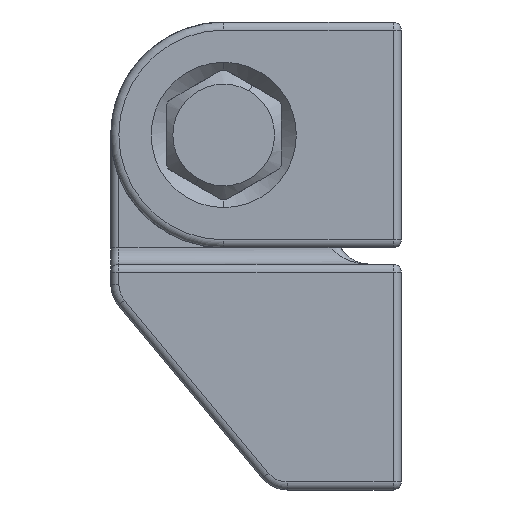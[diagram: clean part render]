
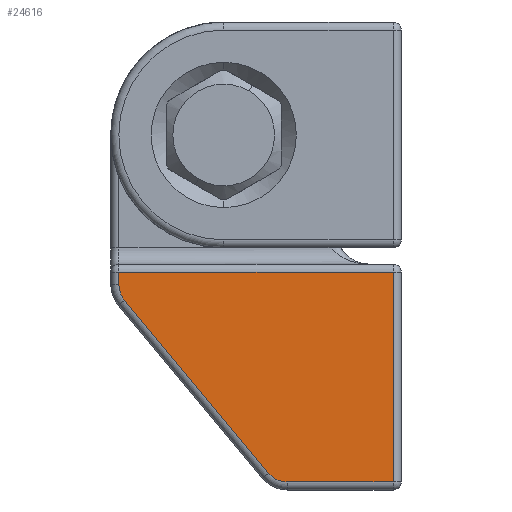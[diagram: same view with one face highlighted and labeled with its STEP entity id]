
A CAD part, left-side view. The second image highlights one B-rep face of the part: STEP entity #24616.
In plain terms, the highlighted planar face has unit normal (-1, 0, 0).
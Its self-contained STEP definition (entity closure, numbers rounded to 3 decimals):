
#124 = DIRECTION ( 'NONE',  ( 0., 0., 1. ) ) ;
#812 = CARTESIAN_POINT ( 'NONE',  ( -30., -10.5, -8.5 ) ) ;
#1414 = ORIENTED_EDGE ( 'NONE', *, *, #22690, .T. ) ;
#1951 = DIRECTION ( 'NONE',  ( -1., 0., 0. ) ) ;
#1986 = VERTEX_POINT ( 'NONE', #11089 ) ;
#2048 = VECTOR ( 'NONE', #3150, 1000. ) ;
#3150 = DIRECTION ( 'NONE',  ( 0., 0., 1. ) ) ;
#3478 = EDGE_CURVE ( 'NONE', #6381, #10208, #20134, .T. ) ;
#3647 = EDGE_CURVE ( 'NONE', #1986, #6381, #17387, .T. ) ;
#4206 = VECTOR ( 'NONE', #8229, 1000. ) ;
#4909 = CARTESIAN_POINT ( 'NONE',  ( -30., 6.5, -9.276 ) ) ;
#5103 = AXIS2_PLACEMENT_3D ( 'NONE', #12824, #1951, #17200 ) ;
#5424 = ORIENTED_EDGE ( 'NONE', *, *, #27202, .T. ) ;
#6040 = CARTESIAN_POINT ( 'NONE',  ( -30., 6.5, 0. ) ) ;
#6381 = VERTEX_POINT ( 'NONE', #7292 ) ;
#6571 = VERTEX_POINT ( 'NONE', #27173 ) ;
#7292 = CARTESIAN_POINT ( 'NONE',  ( -30., -10.5, -21.5 ) ) ;
#8229 = DIRECTION ( 'NONE',  ( 0., 0., -1. ) ) ;
#8278 = EDGE_CURVE ( 'NONE', #23277, #1986, #25441, .T. ) ;
#8475 = CARTESIAN_POINT ( 'NONE',  ( -30., 5., -9.276 ) ) ;
#8917 = CARTESIAN_POINT ( 'NONE',  ( -30., 8.665, -7.221 ) ) ;
#9530 = VECTOR ( 'NONE', #16904, 1000. ) ;
#9897 = EDGE_CURVE ( 'NONE', #6571, #23277, #12114, .T. ) ;
#10041 = VERTEX_POINT ( 'NONE', #4909 ) ;
#10208 = VERTEX_POINT ( 'NONE', #812 ) ;
#10528 = ORIENTED_EDGE ( 'NONE', *, *, #9897, .T. ) ;
#10677 = DIRECTION ( 'NONE',  ( 0., 0., 1. ) ) ;
#10690 = LINE ( 'NONE', #6040, #4206 ) ;
#11089 = CARTESIAN_POINT ( 'NONE',  ( -30., -3.937, -21.5 ) ) ;
#11424 = VECTOR ( 'NONE', #24164, 1000. ) ;
#11741 = CARTESIAN_POINT ( 'NONE',  ( -30., -10.5, 0. ) ) ;
#12013 = FACE_OUTER_BOUND ( 'NONE', #23192, .T. ) ;
#12114 = LINE ( 'NONE', #8917, #11424 ) ;
#12824 = CARTESIAN_POINT ( 'NONE',  ( -30., 0., 0. ) ) ;
#13189 = DIRECTION ( 'NONE',  ( -1., 0., 0. ) ) ;
#14267 = AXIS2_PLACEMENT_3D ( 'NONE', #8475, #23733, #10677 ) ;
#14715 = CARTESIAN_POINT ( 'NONE',  ( -30., 0., -8.5 ) ) ;
#16248 = CARTESIAN_POINT ( 'NONE',  ( -30., 6.5, -8.5 ) ) ;
#16904 = DIRECTION ( 'NONE',  ( 0., 1., 0. ) ) ;
#17200 = DIRECTION ( 'NONE',  ( 0., 0., 1. ) ) ;
#17387 = LINE ( 'NONE', #20901, #23194 ) ;
#20134 = LINE ( 'NONE', #11741, #2048 ) ;
#20810 = DIRECTION ( 'NONE',  ( 0., -1., 0. ) ) ;
#20901 = CARTESIAN_POINT ( 'NONE',  ( -30., 0., -21.5 ) ) ;
#21491 = PLANE ( 'NONE',  #5103 ) ;
#21683 = ORIENTED_EDGE ( 'NONE', *, *, #3478, .T. ) ;
#22455 = ORIENTED_EDGE ( 'NONE', *, *, #25425, .T. ) ;
#22690 = EDGE_CURVE ( 'NONE', #27551, #10041, #10690, .T. ) ;
#23192 = EDGE_LOOP ( 'NONE', ( #28239, #21683, #5424, #1414, #22455, #10528, #24274 ) ) ;
#23194 = VECTOR ( 'NONE', #20810, 1000. ) ;
#23226 = AXIS2_PLACEMENT_3D ( 'NONE', #26205, #13189, #124 ) ;
#23277 = VERTEX_POINT ( 'NONE', #24766 ) ;
#23733 = DIRECTION ( 'NONE',  ( -1., 0., 0. ) ) ;
#24164 = DIRECTION ( 'NONE',  ( 0., -0.64, -0.768 ) ) ;
#24274 = ORIENTED_EDGE ( 'NONE', *, *, #8278, .T. ) ;
#24616 = ADVANCED_FACE ( 'NONE', ( #12013 ), #21491, .T. ) ;
#24766 = CARTESIAN_POINT ( 'NONE',  ( -30., -2.784, -20.96 ) ) ;
#24927 = CIRCLE ( 'NONE', #14267, 1.5 ) ;
#25425 = EDGE_CURVE ( 'NONE', #10041, #6571, #24927, .T. ) ;
#25441 = CIRCLE ( 'NONE', #23226, 1.5 ) ;
#26205 = CARTESIAN_POINT ( 'NONE',  ( -30., -3.937, -20. ) ) ;
#26898 = LINE ( 'NONE', #14715, #9530 ) ;
#27173 = CARTESIAN_POINT ( 'NONE',  ( -30., 6.152, -10.236 ) ) ;
#27202 = EDGE_CURVE ( 'NONE', #10208, #27551, #26898, .T. ) ;
#27551 = VERTEX_POINT ( 'NONE', #16248 ) ;
#28239 = ORIENTED_EDGE ( 'NONE', *, *, #3647, .T. ) ;
